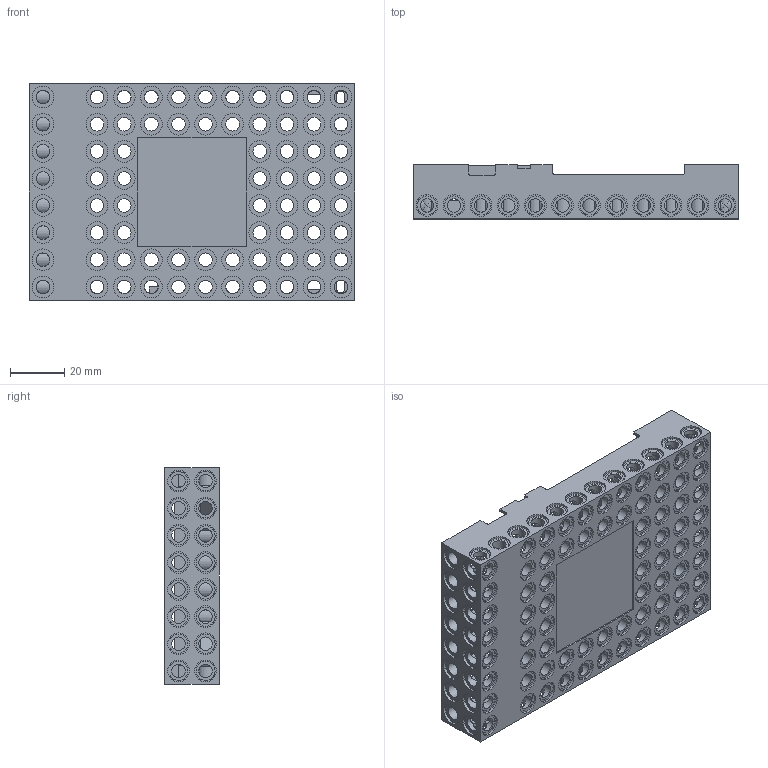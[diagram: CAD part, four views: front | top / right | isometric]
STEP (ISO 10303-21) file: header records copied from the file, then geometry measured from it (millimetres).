
FILE_DESCRIPTION(/* description */ (''),/* implementation_level */ '2;1');
FILE_NAME(/* name */ 'BRcA_1.stp',/* time_stamp */ '2019-03-14T10:11:58+01:00',/* author */ ('Varga Daniel'),/* organization */ (''),/* preprocessor_version */ 'ST-DEVELOPER v17.2',/* originating_system */ 'Autodesk Inventor 2019',/* authorisation */ '');
FILE_SCHEMA (('AUTOMOTIVE_DESIGN { 1 0 10303 214 3 1 1 }'));
Length unit declared in the file: millimetre
Products named in the file (1): BRcA_1
Bounding box: 120 x 20 x 80 mm (x, y, z)
Volume: 30659 mm3; surface area: 63294.1 mm2
Topology: 1 solids, 1 shells, 1069 faces, 3379 edges, 2306 vertices
Faces by surface type: cylinder 591, plane 474, sphere 4
Full cylindrical faces by diameter (mm): 5 x192, 7 x143, 8 x120
Entity records: 41476 total; most frequent: CARTESIAN_POINT 7873, DIRECTION 7312, ORIENTED_EDGE 6750, EDGE_CURVE 3375, AXIS2_PLACEMENT_3D 3006, VERTEX_POINT 2306, EDGE_LOOP 1459, CIRCLE 1416
